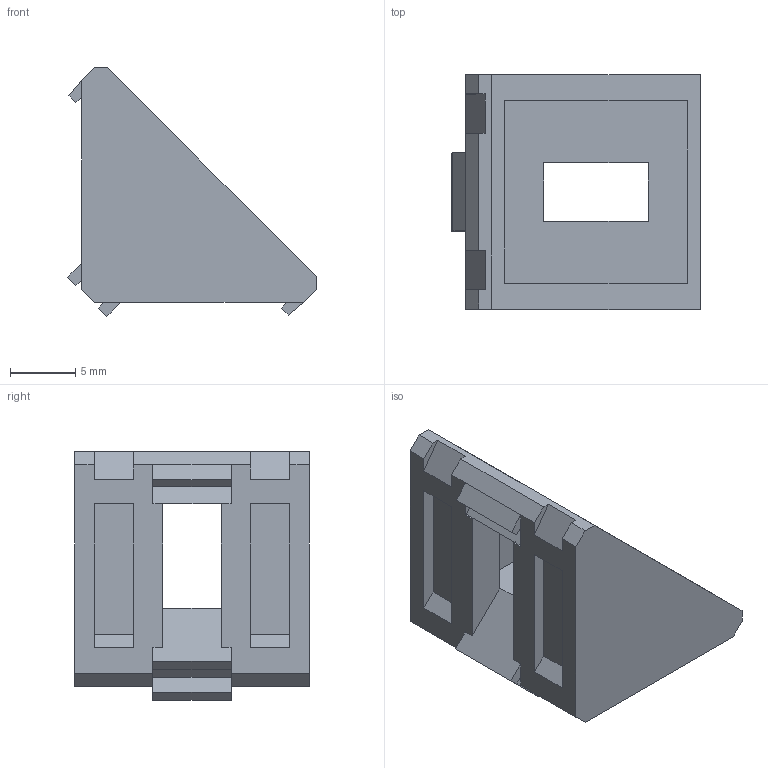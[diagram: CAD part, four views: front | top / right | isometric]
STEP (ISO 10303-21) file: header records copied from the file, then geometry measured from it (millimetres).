
FILE_DESCRIPTION(/* description */ ('Unknown'),/* implementation_level */ '2;1');
FILE_NAME(/* name */ 'CBR2020',/* time_stamp */ '2018-06-27T15:03:54+01:00',/* author */ ('Unknown'),/* organization */ ('Unknown'),/* preprocessor_version */ 'ST-DEVELOPER v16.7',/* originating_system */ 'DEX',/* authorisation */ $);
FILE_SCHEMA (('AUTOMOTIVE_DESIGN {1 0 10303 214 3 1 1}'));
Length unit declared in the file: millimetre
Products named in the file (1): CBR2020
Bounding box: 19.06 x 18 x 19.06 mm (x, y, z)
Volume: 1715.4 mm3; surface area: 2001.2 mm2
Topology: 1 solids, 1 shells, 94 faces, 251 edges, 162 vertices
Faces by surface type: plane 94
Entity records: 2885 total; most frequent: CARTESIAN_POINT 508, ORIENTED_EDGE 502, DIRECTION 441, EDGE_CURVE 251, LINE 251, VECTOR 251, VERTEX_POINT 162, EDGE_LOOP 101
